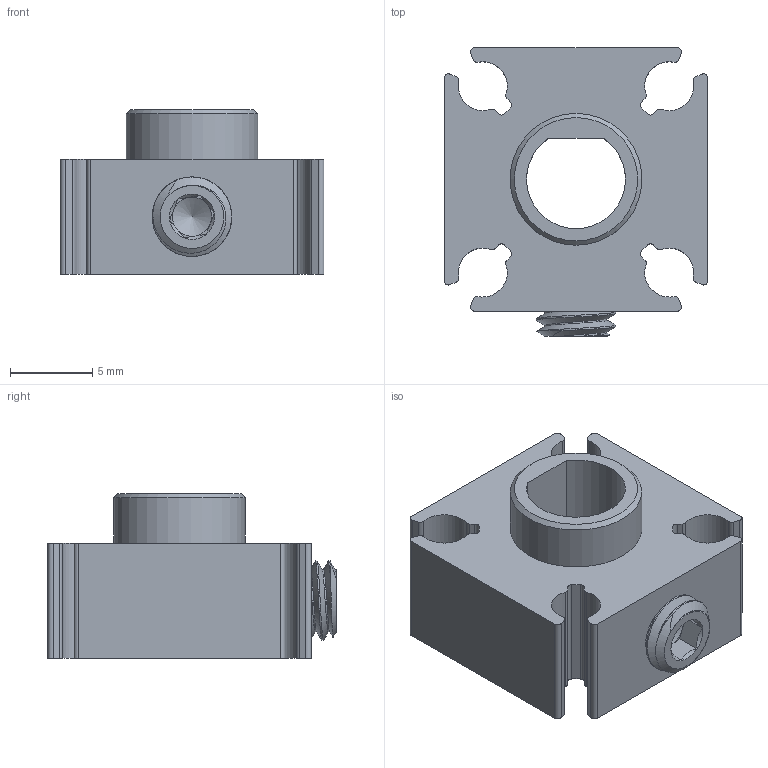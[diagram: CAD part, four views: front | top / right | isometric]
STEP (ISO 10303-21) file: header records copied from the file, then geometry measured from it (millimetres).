
FILE_DESCRIPTION (( 'STEP AP214' ), '1' );
FILE_NAME ('am-3443a 6mmD Single Boss Nub.STEP', '2020-05-01T17:22:03', ( '' ), ( '' ), 'SwSTEP 2.0', 'SolidWorks 2019', '' );
FILE_SCHEMA (( 'AUTOMOTIVE_DESIGN' ));
Length unit declared in the file: inch
Products named in the file (3): 10-32 x 0.25 Set Screw CP_91375A438; am-3443a 6mmD Single Boss Nub; am-3443 6mmD Single Boss Nub
Assembly tree (2 placements, depth 2):
  am-3443a 6mmD Single Boss Nub
    am-3443 6mmD Single Boss Nub
    10-32 x 0.25 Set Screw CP_91375A438
Bounding box: 16 x 17.52 x 10 mm (x, y, z)
Volume: 1396.9 mm3; surface area: 1508.7 mm2
Topology: 2 solids, 2 shells, 99 faces, 264 edges, 169 vertices
Faces by surface type: cylinder 44, plane 41, cone 11, bspline 3
Full cylindrical faces by diameter (mm): 4.039 x1, 8 x1
Entity records: 4645 total; most frequent: CARTESIAN_POINT 2057, DIRECTION 540, ORIENTED_EDGE 510, EDGE_CURVE 255, AXIS2_PLACEMENT_3D 203, VERTEX_POINT 166, LINE 134, VECTOR 134
